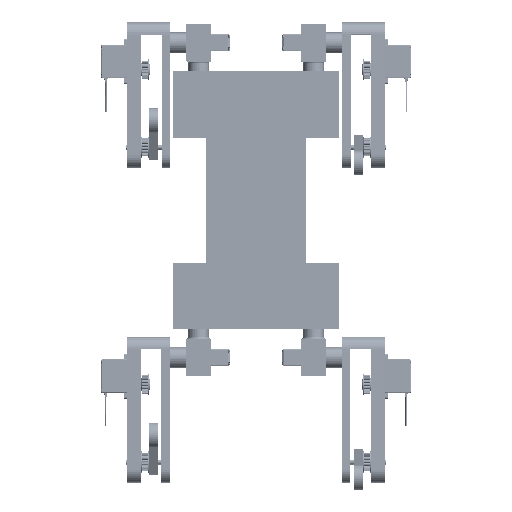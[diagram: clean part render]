
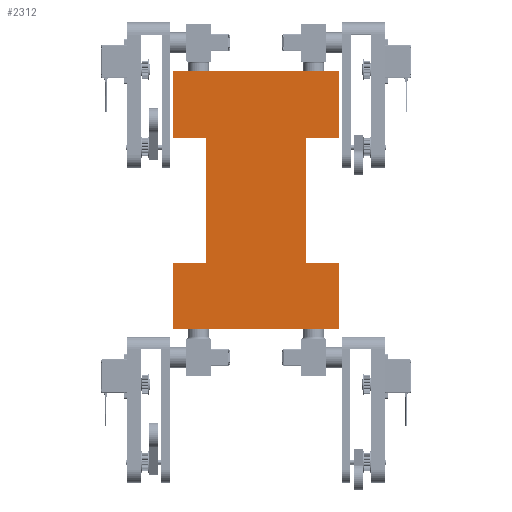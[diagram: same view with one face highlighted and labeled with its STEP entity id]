
A CAD part, front view. The second image highlights one B-rep face of the part: STEP entity #2312.
In plain terms, the highlighted planar face has unit normal (0, -1, 0).
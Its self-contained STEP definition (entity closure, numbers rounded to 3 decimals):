
#1=DIRECTION('',(0.,0.,-1.));
#2=VECTOR('',#1,150.);
#3=CARTESIAN_POINT('',(60.,0.,75.));
#4=LINE('',#3,#2);
#5=DIRECTION('',(0.,0.,-1.));
#6=VECTOR('',#5,80.);
#7=CARTESIAN_POINT('',(100.,0.,-75.));
#8=LINE('',#7,#6);
#9=DIRECTION('',(0.,0.,1.));
#10=VECTOR('',#9,150.);
#11=CARTESIAN_POINT('',(-60.,0.,-75.));
#12=LINE('',#11,#10);
#13=DIRECTION('',(0.,0.,1.));
#14=VECTOR('',#13,80.);
#15=CARTESIAN_POINT('',(-100.,0.,75.));
#16=LINE('',#15,#14);
#25=DIRECTION('',(-1.,0.,0.));
#26=VECTOR('',#25,40.);
#27=CARTESIAN_POINT('',(-60.,0.,-75.));
#28=LINE('',#27,#26);
#45=DIRECTION('',(-1.,0.,0.));
#46=VECTOR('',#45,40.);
#47=CARTESIAN_POINT('',(100.,0.,-75.));
#48=LINE('',#47,#46);
#197=DIRECTION('',(0.,0.,-1.));
#198=VECTOR('',#197,80.);
#199=CARTESIAN_POINT('',(-100.,0.,-75.));
#200=LINE('',#199,#198);
#213=DIRECTION('',(-1.,0.,0.));
#214=VECTOR('',#213,200.);
#215=CARTESIAN_POINT('',(100.,0.,-155.));
#216=LINE('',#215,#214);
#421=DIRECTION('',(1.,0.,0.));
#422=VECTOR('',#421,200.);
#423=CARTESIAN_POINT('',(-100.,0.,155.));
#424=LINE('',#423,#422);
#545=DIRECTION('',(0.,0.,1.));
#546=VECTOR('',#545,80.);
#547=CARTESIAN_POINT('',(100.,0.,75.));
#548=LINE('',#547,#546);
#557=DIRECTION('',(1.,0.,0.));
#558=VECTOR('',#557,40.);
#559=CARTESIAN_POINT('',(-100.,0.,75.));
#560=LINE('',#559,#558);
#561=DIRECTION('',(1.,0.,0.));
#562=VECTOR('',#561,40.);
#563=CARTESIAN_POINT('',(60.,0.,75.));
#564=LINE('',#563,#562);
#1753=CARTESIAN_POINT('',(100.,0.,75.));
#1755=VERTEX_POINT('',#1753);
#1758=CARTESIAN_POINT('',(-100.,0.,75.));
#1760=VERTEX_POINT('',#1758);
#1761=CARTESIAN_POINT('',(-100.,0.,155.));
#1762=CARTESIAN_POINT('',(100.,0.,155.));
#1763=VERTEX_POINT('',#1761);
#1764=VERTEX_POINT('',#1762);
#1765=CARTESIAN_POINT('',(-60.,0.,75.));
#1767=VERTEX_POINT('',#1765);
#1769=CARTESIAN_POINT('',(60.,0.,75.));
#1771=VERTEX_POINT('',#1769);
#1773=CARTESIAN_POINT('',(-100.,0.,-75.));
#1775=VERTEX_POINT('',#1773);
#1778=CARTESIAN_POINT('',(100.,0.,-75.));
#1780=VERTEX_POINT('',#1778);
#1781=CARTESIAN_POINT('',(100.,0.,-155.));
#1782=CARTESIAN_POINT('',(-100.,0.,-155.));
#1783=VERTEX_POINT('',#1781);
#1784=VERTEX_POINT('',#1782);
#1785=CARTESIAN_POINT('',(-60.,0.,-75.));
#1787=VERTEX_POINT('',#1785);
#1789=CARTESIAN_POINT('',(60.,0.,-75.));
#1791=VERTEX_POINT('',#1789);
#2281=CARTESIAN_POINT('',(0.,0.,0.));
#2282=DIRECTION('',(0.,1.,0.));
#2283=DIRECTION('',(1.,0.,0.));
#2284=AXIS2_PLACEMENT_3D('',#2281,#2282,#2283);
#2285=PLANE('',#2284);
#2287=ORIENTED_EDGE('',*,*,#2286,.T.);
#2289=ORIENTED_EDGE('',*,*,#2288,.F.);
#2291=ORIENTED_EDGE('',*,*,#2290,.T.);
#2293=ORIENTED_EDGE('',*,*,#2292,.T.);
#2295=ORIENTED_EDGE('',*,*,#2294,.F.);
#2297=ORIENTED_EDGE('',*,*,#2296,.F.);
#2299=ORIENTED_EDGE('',*,*,#2298,.T.);
#2301=ORIENTED_EDGE('',*,*,#2300,.F.);
#2303=ORIENTED_EDGE('',*,*,#2302,.T.);
#2305=ORIENTED_EDGE('',*,*,#2304,.T.);
#2307=ORIENTED_EDGE('',*,*,#2306,.F.);
#2309=ORIENTED_EDGE('',*,*,#2308,.F.);
#2310=EDGE_LOOP('',(#2287,#2289,#2291,#2293,#2295,#2297,#2299,#2301,#2303,#2305,
#2307,#2309));
#2311=FACE_OUTER_BOUND('',#2310,.F.);
#2312=ADVANCED_FACE('',(#2311),#2285,.F.);
#2286=EDGE_CURVE('',#1771,#1791,#4,.T.);
#2288=EDGE_CURVE('',#1780,#1791,#48,.T.);
#2290=EDGE_CURVE('',#1780,#1783,#8,.T.);
#2292=EDGE_CURVE('',#1783,#1784,#216,.T.);
#2294=EDGE_CURVE('',#1775,#1784,#200,.T.);
#2296=EDGE_CURVE('',#1787,#1775,#28,.T.);
#2298=EDGE_CURVE('',#1787,#1767,#12,.T.);
#2300=EDGE_CURVE('',#1760,#1767,#560,.T.);
#2302=EDGE_CURVE('',#1760,#1763,#16,.T.);
#2304=EDGE_CURVE('',#1763,#1764,#424,.T.);
#2306=EDGE_CURVE('',#1755,#1764,#548,.T.);
#2308=EDGE_CURVE('',#1771,#1755,#564,.T.);
